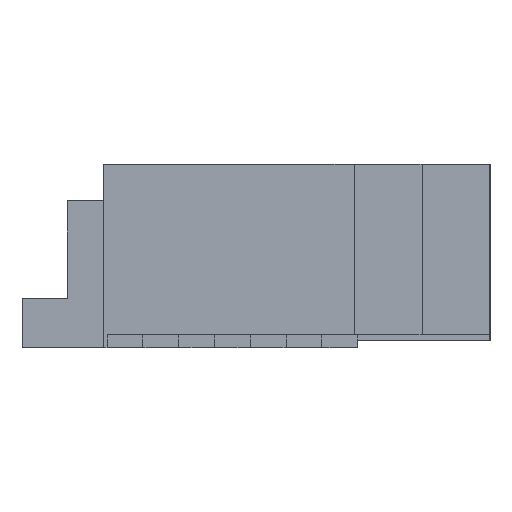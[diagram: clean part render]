
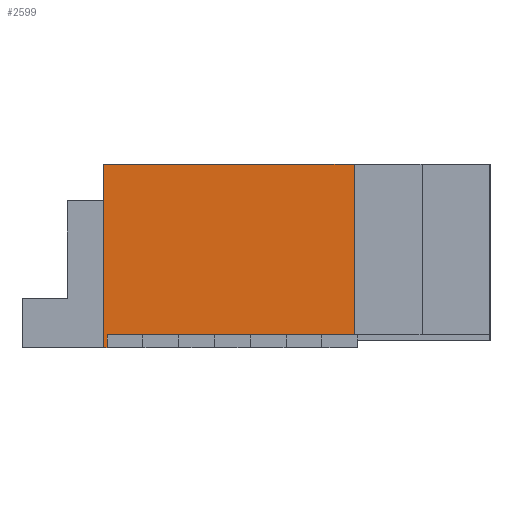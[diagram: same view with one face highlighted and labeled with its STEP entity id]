
A CAD part, left-side view. The second image highlights one B-rep face of the part: STEP entity #2599.
In plain terms, the highlighted planar face has unit normal (-1, 0, 0).
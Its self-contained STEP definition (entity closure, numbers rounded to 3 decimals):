
#40 = VERTEX_POINT('',#41);
#41 = CARTESIAN_POINT('',(-16.435,0.8,2.56));
#47 = EDGE_CURVE('',#48,#40,#50,.T.);
#48 = VERTEX_POINT('',#49);
#49 = CARTESIAN_POINT('',(-16.435,0.8,0.));
#50 = LINE('',#51,#52);
#51 = CARTESIAN_POINT('',(-16.435,0.8,0.));
#52 = VECTOR('',#53,1.);
#53 = DIRECTION('',(0.,0.,1.));
#1047 = VERTEX_POINT('',#1048);
#1048 = CARTESIAN_POINT('',(-16.435,0.75,0.));
#1054 = EDGE_CURVE('',#48,#1047,#1055,.T.);
#1055 = LINE('',#1056,#1057);
#1056 = CARTESIAN_POINT('',(-16.435,0.8,0.));
#1057 = VECTOR('',#1058,1.);
#1058 = DIRECTION('',(0.,-1.,0.));
#2599 = ADVANCED_FACE('',(#2600),#2634,.F.);
#2600 = FACE_BOUND('',#2601,.F.);
#2601 = EDGE_LOOP('',(#2602,#2603,#2604,#2612,#2620,#2628));
#2602 = ORIENTED_EDGE('',*,*,#1054,.F.);
#2603 = ORIENTED_EDGE('',*,*,#47,.T.);
#2604 = ORIENTED_EDGE('',*,*,#2605,.T.);
#2605 = EDGE_CURVE('',#40,#2606,#2608,.T.);
#2606 = VERTEX_POINT('',#2607);
#2607 = CARTESIAN_POINT('',(-16.435,-2.7,2.56));
#2608 = LINE('',#2609,#2610);
#2609 = CARTESIAN_POINT('',(-16.435,0.8,2.56));
#2610 = VECTOR('',#2611,1.);
#2611 = DIRECTION('',(0.,-1.,0.));
#2612 = ORIENTED_EDGE('',*,*,#2613,.F.);
#2613 = EDGE_CURVE('',#2614,#2606,#2616,.T.);
#2614 = VERTEX_POINT('',#2615);
#2615 = CARTESIAN_POINT('',(-16.435,-2.7,0.18));
#2616 = LINE('',#2617,#2618);
#2617 = CARTESIAN_POINT('',(-16.435,-2.7,0.));
#2618 = VECTOR('',#2619,1.);
#2619 = DIRECTION('',(0.,0.,1.));
#2620 = ORIENTED_EDGE('',*,*,#2621,.F.);
#2621 = EDGE_CURVE('',#2622,#2614,#2624,.T.);
#2622 = VERTEX_POINT('',#2623);
#2623 = CARTESIAN_POINT('',(-16.435,0.75,0.18));
#2624 = LINE('',#2625,#2626);
#2625 = CARTESIAN_POINT('',(-16.435,-0.1,0.18));
#2626 = VECTOR('',#2627,1.);
#2627 = DIRECTION('',(0.,-1.,0.));
#2628 = ORIENTED_EDGE('',*,*,#2629,.T.);
#2629 = EDGE_CURVE('',#2622,#1047,#2630,.T.);
#2630 = LINE('',#2631,#2632);
#2631 = CARTESIAN_POINT('',(-16.435,0.75,0.));
#2632 = VECTOR('',#2633,1.);
#2633 = DIRECTION('',(-0.,0.,-1.));
#2634 = PLANE('',#2635);
#2635 = AXIS2_PLACEMENT_3D('',#2636,#2637,#2638);
#2636 = CARTESIAN_POINT('',(-16.435,0.8,0.));
#2637 = DIRECTION('',(1.,0.,0.));
#2638 = DIRECTION('',(0.,-1.,0.));
